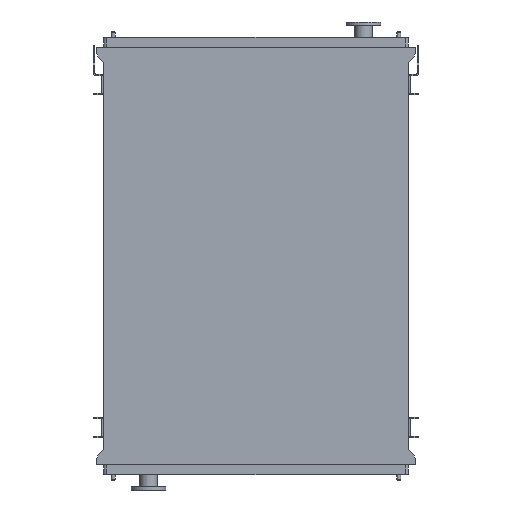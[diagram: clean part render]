
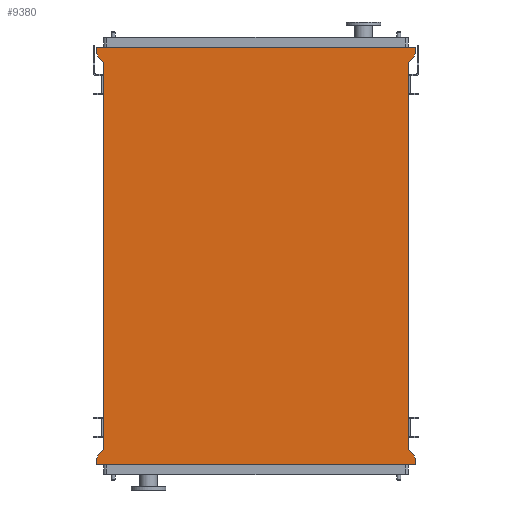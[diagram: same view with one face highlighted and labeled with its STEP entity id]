
A CAD part, front view. The second image highlights one B-rep face of the part: STEP entity #9380.
In plain terms, the highlighted planar face has unit normal (0, -1, 0).
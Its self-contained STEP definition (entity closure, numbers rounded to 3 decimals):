
#67 = VECTOR ( 'NONE', #14012, 1000. ) ;
#98 = VERTEX_POINT ( 'NONE', #15988 ) ;
#313 = EDGE_CURVE ( 'NONE', #10010, #98, #320, .T. ) ;
#320 = LINE ( 'NONE', #8754, #8436 ) ;
#325 = ORIENTED_EDGE ( 'NONE', *, *, #9404, .F. ) ;
#703 = CARTESIAN_POINT ( 'NONE',  ( -1011., 0., 53. ) ) ;
#725 = DIRECTION ( 'NONE',  ( 0., 0., 1. ) ) ;
#805 = CARTESIAN_POINT ( 'NONE',  ( 965., 0., 0. ) ) ;
#813 = LINE ( 'NONE', #15432, #8783 ) ;
#998 = EDGE_CURVE ( 'NONE', #14756, #6017, #813, .T. ) ;
#1297 = CARTESIAN_POINT ( 'NONE',  ( -1011., 0., 53. ) ) ;
#1656 = ORIENTED_EDGE ( 'NONE', *, *, #12227, .F. ) ;
#1846 = VERTEX_POINT ( 'NONE', #5015 ) ;
#2547 = LINE ( 'NONE', #10935, #13037 ) ;
#2721 = ORIENTED_EDGE ( 'NONE', *, *, #16262, .F. ) ;
#3289 = VECTOR ( 'NONE', #4268, 1000. ) ;
#3298 = DIRECTION ( 'NONE',  ( -0.655, 0., -0.755 ) ) ;
#3613 = CARTESIAN_POINT ( 'NONE',  ( 1011., 0., 53. ) ) ;
#3988 = CARTESIAN_POINT ( 'NONE',  ( 1011., 0., -2545. ) ) ;
#4191 = CARTESIAN_POINT ( 'NONE',  ( 1011., 0., 95. ) ) ;
#4218 = VECTOR ( 'NONE', #8612, 1000. ) ;
#4264 = LINE ( 'NONE', #4824, #11462 ) ;
#4268 = DIRECTION ( 'NONE',  ( 0., 0., -1. ) ) ;
#4583 = VECTOR ( 'NONE', #9666, 1000. ) ;
#4609 = CARTESIAN_POINT ( 'NONE',  ( 1011., 0., -2503. ) ) ;
#4658 = DIRECTION ( 'NONE',  ( -1., 0., 0. ) ) ;
#4676 = LINE ( 'NONE', #13946, #67 ) ;
#4824 = CARTESIAN_POINT ( 'NONE',  ( 1011., 0., -2545. ) ) ;
#5015 = CARTESIAN_POINT ( 'NONE',  ( 1011., 0., 53. ) ) ;
#5249 = CARTESIAN_POINT ( 'NONE',  ( -965., 0., 0. ) ) ;
#5519 = VERTEX_POINT ( 'NONE', #9476 ) ;
#6017 = VERTEX_POINT ( 'NONE', #11817 ) ;
#6237 = EDGE_CURVE ( 'NONE', #11884, #14756, #14597, .T. ) ;
#6452 = ORIENTED_EDGE ( 'NONE', *, *, #998, .F. ) ;
#6759 = EDGE_CURVE ( 'NONE', #1846, #16479, #10945, .T. ) ;
#6778 = DIRECTION ( 'NONE',  ( -0.655, 0., 0.755 ) ) ;
#6823 = CARTESIAN_POINT ( 'NONE',  ( -965., 0., 0. ) ) ;
#7024 = EDGE_CURVE ( 'NONE', #11608, #10010, #14740, .T. ) ;
#7422 = ORIENTED_EDGE ( 'NONE', *, *, #10184, .F. ) ;
#7485 = FACE_OUTER_BOUND ( 'NONE', #14865, .T. ) ;
#7972 = CARTESIAN_POINT ( 'NONE',  ( -1011., 0., -2503. ) ) ;
#8436 = VECTOR ( 'NONE', #14983, 1000. ) ;
#8440 = ORIENTED_EDGE ( 'NONE', *, *, #13508, .T. ) ;
#8503 = VERTEX_POINT ( 'NONE', #5249 ) ;
#8508 = EDGE_CURVE ( 'NONE', #16285, #11884, #4264, .T. ) ;
#8612 = DIRECTION ( 'NONE',  ( 0., 0., 1. ) ) ;
#8754 = CARTESIAN_POINT ( 'NONE',  ( -1011., 0., 95. ) ) ;
#8783 = VECTOR ( 'NONE', #16287, 1000. ) ;
#8796 = CARTESIAN_POINT ( 'NONE',  ( -965., 0., -2450. ) ) ;
#8826 = EDGE_CURVE ( 'NONE', #11126, #16285, #14562, .T. ) ;
#9056 = CARTESIAN_POINT ( 'NONE',  ( -1011., 0., 95. ) ) ;
#9380 = ADVANCED_FACE ( 'NONE', ( #7485 ), #11040, .T. ) ;
#9404 = EDGE_CURVE ( 'NONE', #5519, #11126, #2547, .T. ) ;
#9476 = CARTESIAN_POINT ( 'NONE',  ( 965., 0., -2450. ) ) ;
#9557 = ORIENTED_EDGE ( 'NONE', *, *, #8508, .F. ) ;
#9666 = DIRECTION ( 'NONE',  ( 0., 0., 1. ) ) ;
#9684 = CARTESIAN_POINT ( 'NONE',  ( -1011., 0., -2545. ) ) ;
#10010 = VERTEX_POINT ( 'NONE', #9056 ) ;
#10184 = EDGE_CURVE ( 'NONE', #6017, #8503, #11432, .T. ) ;
#10284 = AXIS2_PLACEMENT_3D ( 'NONE', #11075, #11095, #11025 ) ;
#10323 = ORIENTED_EDGE ( 'NONE', *, *, #7024, .F. ) ;
#10909 = DIRECTION ( 'NONE',  ( 0.655, 0., -0.755 ) ) ;
#10935 = CARTESIAN_POINT ( 'NONE',  ( 965., 0., -2450. ) ) ;
#10945 = LINE ( 'NONE', #3613, #16147 ) ;
#11025 = DIRECTION ( 'NONE',  ( 0., 0., -1. ) ) ;
#11040 = PLANE ( 'NONE',  #10284 ) ;
#11075 = CARTESIAN_POINT ( 'NONE',  ( -965., 0., -2450. ) ) ;
#11095 = DIRECTION ( 'NONE',  ( 0., -1., 0. ) ) ;
#11126 = VERTEX_POINT ( 'NONE', #4609 ) ;
#11131 = VECTOR ( 'NONE', #725, 1000. ) ;
#11375 = CARTESIAN_POINT ( 'NONE',  ( -1011., 0., -2545. ) ) ;
#11432 = LINE ( 'NONE', #8796, #4218 ) ;
#11462 = VECTOR ( 'NONE', #4658, 1000. ) ;
#11608 = VERTEX_POINT ( 'NONE', #1297 ) ;
#11629 = VECTOR ( 'NONE', #14532, 1000. ) ;
#11764 = VECTOR ( 'NONE', #6778, 1000. ) ;
#11817 = CARTESIAN_POINT ( 'NONE',  ( -965., 0., -2450. ) ) ;
#11884 = VERTEX_POINT ( 'NONE', #11375 ) ;
#12227 = EDGE_CURVE ( 'NONE', #8503, #11608, #12828, .T. ) ;
#12828 = LINE ( 'NONE', #6823, #11764 ) ;
#13037 = VECTOR ( 'NONE', #10909, 1000. ) ;
#13326 = ORIENTED_EDGE ( 'NONE', *, *, #6237, .F. ) ;
#13508 = EDGE_CURVE ( 'NONE', #5519, #16479, #4676, .T. ) ;
#13676 = ORIENTED_EDGE ( 'NONE', *, *, #6759, .F. ) ;
#13822 = LINE ( 'NONE', #4191, #3289 ) ;
#13946 = CARTESIAN_POINT ( 'NONE',  ( 965., 0., -2450. ) ) ;
#14012 = DIRECTION ( 'NONE',  ( 0., 0., 1. ) ) ;
#14045 = ORIENTED_EDGE ( 'NONE', *, *, #313, .F. ) ;
#14532 = DIRECTION ( 'NONE',  ( 0., 0., -1. ) ) ;
#14562 = LINE ( 'NONE', #14826, #11629 ) ;
#14597 = LINE ( 'NONE', #9684, #4583 ) ;
#14740 = LINE ( 'NONE', #703, #11131 ) ;
#14756 = VERTEX_POINT ( 'NONE', #7972 ) ;
#14805 = ORIENTED_EDGE ( 'NONE', *, *, #8826, .F. ) ;
#14826 = CARTESIAN_POINT ( 'NONE',  ( 1011., 0., -2503. ) ) ;
#14865 = EDGE_LOOP ( 'NONE', ( #8440, #13676, #2721, #14045, #10323, #1656, #7422, #6452, #13326, #9557, #14805, #325 ) ) ;
#14983 = DIRECTION ( 'NONE',  ( 1., 0., 0. ) ) ;
#15432 = CARTESIAN_POINT ( 'NONE',  ( -1011., 0., -2503. ) ) ;
#15988 = CARTESIAN_POINT ( 'NONE',  ( 1011., 0., 95. ) ) ;
#16147 = VECTOR ( 'NONE', #3298, 1000. ) ;
#16262 = EDGE_CURVE ( 'NONE', #98, #1846, #13822, .T. ) ;
#16285 = VERTEX_POINT ( 'NONE', #3988 ) ;
#16287 = DIRECTION ( 'NONE',  ( 0.655, 0., 0.755 ) ) ;
#16479 = VERTEX_POINT ( 'NONE', #805 ) ;
